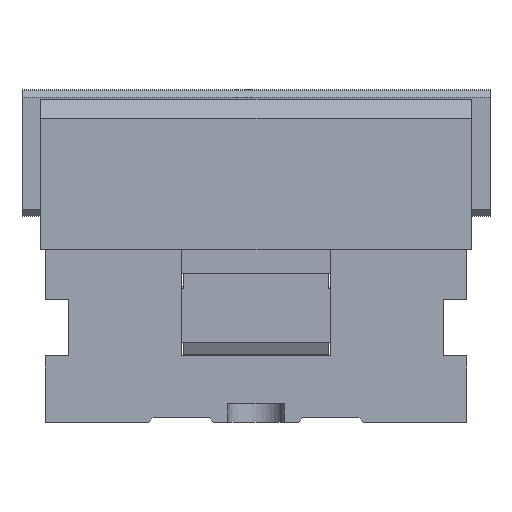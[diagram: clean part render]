
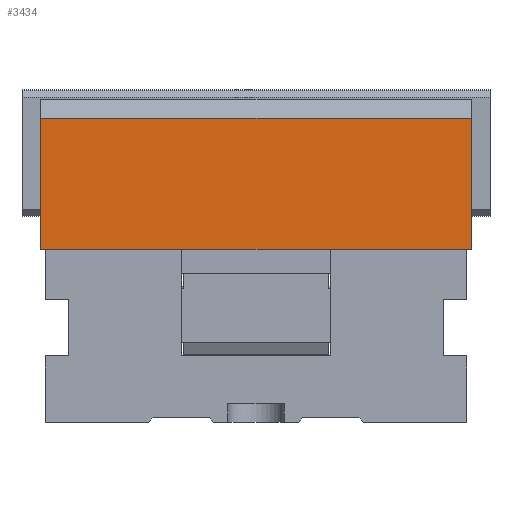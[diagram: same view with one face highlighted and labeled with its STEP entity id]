
A CAD part, left-side view. The second image highlights one B-rep face of the part: STEP entity #3434.
In plain terms, the highlighted planar face has unit normal (-1, 0, 0).
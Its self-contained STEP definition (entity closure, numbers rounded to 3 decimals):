
#3434=ADVANCED_FACE('',(#3955),#3713,.T.);
#3713=PLANE('',#9025);
#3955=FACE_OUTER_BOUND('',#4359,.T.);
#4359=EDGE_LOOP('',(#5408,#5409,#5410,#5411));
#5408=ORIENTED_EDGE('',*,*,#7195,.T.);
#5409=ORIENTED_EDGE('',*,*,#7205,.T.);
#5410=ORIENTED_EDGE('',*,*,#7206,.F.);
#5411=ORIENTED_EDGE('',*,*,#7187,.T.);
#6485=VERTEX_POINT('',#12260);
#6486=VERTEX_POINT('',#12262);
#6492=VERTEX_POINT('',#12277);
#6501=VERTEX_POINT('',#12298);
#7187=EDGE_CURVE('',#6486,#6485,#7857,.T.);
#7195=EDGE_CURVE('',#6485,#6492,#7864,.T.);
#7205=EDGE_CURVE('',#6492,#6501,#7874,.T.);
#7206=EDGE_CURVE('',#6486,#6501,#7875,.T.);
#7857=LINE('',#12261,#8421);
#7864=LINE('',#12278,#8428);
#7874=LINE('',#12297,#8438);
#7875=LINE('',#12299,#8439);
#8421=VECTOR('',#10202,1.);
#8428=VECTOR('',#10215,1.);
#8438=VECTOR('',#10227,1.);
#8439=VECTOR('',#10228,1.);
#9025=AXIS2_PLACEMENT_3D('',#12300,#10229,#10230);
#10202=DIRECTION('',(0.,-1.,0.));
#10215=DIRECTION('',(0.,0.,1.));
#10227=DIRECTION('',(0.,1.,0.));
#10228=DIRECTION('',(0.,0.,1.));
#10229=DIRECTION('',(-1.,0.,0.));
#10230=DIRECTION('',(0.,0.,1.));
#12260=CARTESIAN_POINT('',(-78.435,-50.238,100.564));
#12261=CARTESIAN_POINT('',(-78.435,-4.238,100.564));
#12262=CARTESIAN_POINT('',(-78.435,41.762,100.564));
#12277=CARTESIAN_POINT('',(-78.435,-50.238,128.564));
#12278=CARTESIAN_POINT('',(-78.435,-50.238,100.564));
#12297=CARTESIAN_POINT('',(-78.435,-4.238,128.564));
#12298=CARTESIAN_POINT('',(-78.435,41.762,128.564));
#12299=CARTESIAN_POINT('',(-78.435,41.762,100.564));
#12300=CARTESIAN_POINT('',(-78.435,-4.238,100.564));
